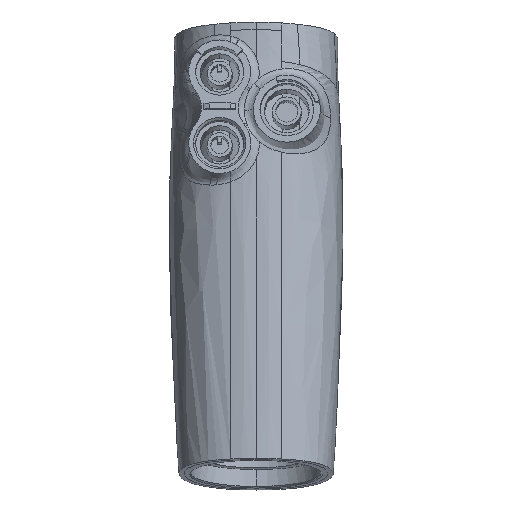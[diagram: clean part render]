
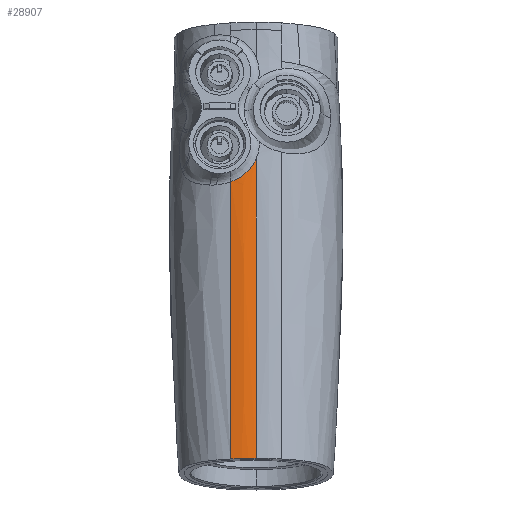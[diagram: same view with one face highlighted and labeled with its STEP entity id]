
A CAD part, left-side view. The second image highlights one B-rep face of the part: STEP entity #28907.
In plain terms, the highlighted free-form (B-spline) face has degree [3, 3] with [6, 9] control points.
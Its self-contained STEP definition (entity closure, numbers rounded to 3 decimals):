
#6446=CARTESIAN_POINT('',(-31.732,5.677,
-6.968));
#6456=CARTESIAN_POINT('',(-43.916,5.677,
-69.264));
#6457=CARTESIAN_POINT('',(-43.794,5.677,
-68.608));
#6458=CARTESIAN_POINT('',(-43.039,5.677,
-64.548));
#6459=CARTESIAN_POINT('',(-41.251,5.677,
-54.999));
#6460=CARTESIAN_POINT('',(-38.511,5.677,
-40.625));
#6461=CARTESIAN_POINT('',(-35.826,5.677,
-26.923));
#6462=CARTESIAN_POINT('',(-33.613,5.677,
-15.974));
#6463=CARTESIAN_POINT('',(-32.423,5.677,
-10.237));
#6464=CARTESIAN_POINT('',(-31.789,5.677,
-7.237));
#6465=CARTESIAN_POINT('',(-31.732,5.677,
-6.968));
#11255=CARTESIAN_POINT('',(-31.226,-0.012,
-1.855));
#11256=CARTESIAN_POINT('',(-31.351,0.235,
-2.433));
#11257=CARTESIAN_POINT('',(-31.587,0.866,
-3.564));
#11258=CARTESIAN_POINT('',(-31.838,2.18,
-5.038));
#11259=CARTESIAN_POINT('',(-31.903,3.556,
-6.009));
#11260=CARTESIAN_POINT('',(-31.846,4.744,
-6.612));
#11261=CARTESIAN_POINT('',(-31.776,5.37,
-6.86));
#11262=CARTESIAN_POINT('',(-31.732,5.677,
-6.968));
#11267=CARTESIAN_POINT('',(-44.567,-0.012,
-69.125));
#11268=CARTESIAN_POINT('',(-44.444,-0.012,
-68.475));
#11269=CARTESIAN_POINT('',(-43.678,-0.012,
-64.423));
#11270=CARTESIAN_POINT('',(-41.864,-0.012,
-54.883));
#11271=CARTESIAN_POINT('',(-39.094,-0.012,
-40.512));
#11272=CARTESIAN_POINT('',(-36.39,-0.012,
-26.811));
#11273=CARTESIAN_POINT('',(-34.171,-0.012,
-15.86));
#11274=CARTESIAN_POINT('',(-32.635,-0.012,
-8.454));
#11275=CARTESIAN_POINT('',(-31.642,-0.012,
-3.787));
#11276=CARTESIAN_POINT('',(-31.226,-0.012,
-1.855));
#11281=CARTESIAN_POINT('',(-43.916,5.677,
-69.264));
#11282=CARTESIAN_POINT('',(-44.053,5.103,
-69.235));
#11283=CARTESIAN_POINT('',(-44.285,3.917,
-69.185));
#11284=CARTESIAN_POINT('',(-44.51,2.015,
-69.137));
#11285=CARTESIAN_POINT('',(-44.567,0.676,
-69.125));
#11286=CARTESIAN_POINT('',(-44.567,-0.012,
-69.125));
#15164=VERTEX_POINT('',#6446);
#15171=VERTEX_POINT('',#11255);
#15363=VERTEX_POINT('',#11281);
#15364=VERTEX_POINT('',#11286);
#28846=CARTESIAN_POINT('',(-31.082,-0.094,
-1.184));
#28847=CARTESIAN_POINT('',(-31.547,-0.094,
-3.34));
#28848=CARTESIAN_POINT('',(-32.589,-0.093,
-8.23));
#28849=CARTESIAN_POINT('',(-34.171,-0.093,
-15.86));
#28850=CARTESIAN_POINT('',(-36.39,-0.093,
-26.811));
#28851=CARTESIAN_POINT('',(-39.094,-0.092,
-40.512));
#28852=CARTESIAN_POINT('',(-42.033,-0.092,
-55.763));
#28853=CARTESIAN_POINT('',(-43.888,-0.092,
-65.533));
#28854=CARTESIAN_POINT('',(-44.697,-0.092,
-69.816));
#28855=CARTESIAN_POINT('',(-31.082,-0.066,
-1.184));
#28856=CARTESIAN_POINT('',(-31.547,-0.066,
-3.34));
#28857=CARTESIAN_POINT('',(-32.589,-0.066,
-8.23));
#28858=CARTESIAN_POINT('',(-34.171,-0.066,
-15.86));
#28859=CARTESIAN_POINT('',(-36.39,-0.066,
-26.811));
#28860=CARTESIAN_POINT('',(-39.094,-0.065,
-40.512));
#28861=CARTESIAN_POINT('',(-42.033,-0.065,
-55.763));
#28862=CARTESIAN_POINT('',(-43.888,-0.065,
-65.533));
#28863=CARTESIAN_POINT('',(-44.697,-0.065,
-69.816));
#28864=CARTESIAN_POINT('',(-31.083,0.912,
-1.184));
#28865=CARTESIAN_POINT('',(-31.549,0.911,
-3.34));
#28866=CARTESIAN_POINT('',(-32.59,0.909,
-8.23));
#28867=CARTESIAN_POINT('',(-34.172,0.906,
-15.86));
#28868=CARTESIAN_POINT('',(-36.391,0.901,
-26.811));
#28869=CARTESIAN_POINT('',(-39.095,0.896,
-40.512));
#28870=CARTESIAN_POINT('',(-42.035,0.891,
-55.762));
#28871=CARTESIAN_POINT('',(-43.89,0.89,
-65.533));
#28872=CARTESIAN_POINT('',(-44.699,0.889,
-69.816));
#28873=CARTESIAN_POINT('',(-30.992,2.867,
-1.203));
#28874=CARTESIAN_POINT('',(-31.458,2.864,
-3.359));
#28875=CARTESIAN_POINT('',(-32.5,2.858,
-8.249));
#28876=CARTESIAN_POINT('',(-34.083,2.848,
-15.878));
#28877=CARTESIAN_POINT('',(-36.301,2.834,
-26.829));
#28878=CARTESIAN_POINT('',(-39.002,2.817,
-40.53));
#28879=CARTESIAN_POINT('',(-41.937,2.803,
-55.781));
#28880=CARTESIAN_POINT('',(-43.788,2.798,
-65.552));
#28881=CARTESIAN_POINT('',(-44.594,2.797,
-69.835));
#28882=CARTESIAN_POINT('',(-30.708,4.792,
-1.265));
#28883=CARTESIAN_POINT('',(-31.175,4.791,
-3.42));
#28884=CARTESIAN_POINT('',(-32.218,4.789,
-8.308));
#28885=CARTESIAN_POINT('',(-33.801,4.785,
-15.936));
#28886=CARTESIAN_POINT('',(-36.016,4.78,
-26.885));
#28887=CARTESIAN_POINT('',(-38.708,4.774,
-40.587));
#28888=CARTESIAN_POINT('',(-41.627,4.77,
-55.839));
#28889=CARTESIAN_POINT('',(-43.464,4.769,
-65.612));
#28890=CARTESIAN_POINT('',(-44.264,4.769,
-69.897));
#28891=CARTESIAN_POINT('',(-30.503,5.755,
-1.31));
#28892=CARTESIAN_POINT('',(-30.97,5.755,
-3.464));
#28893=CARTESIAN_POINT('',(-32.015,5.755,
-8.351));
#28894=CARTESIAN_POINT('',(-33.597,5.755,
-15.978));
#28895=CARTESIAN_POINT('',(-35.809,5.756,
-26.926));
#28896=CARTESIAN_POINT('',(-38.494,5.756,
-40.628));
#28897=CARTESIAN_POINT('',(-41.401,5.756,
-55.882));
#28898=CARTESIAN_POINT('',(-43.227,5.757,
-65.656));
#28899=CARTESIAN_POINT('',(-44.022,5.757,
-69.942));
#28900=B_SPLINE_SURFACE_WITH_KNOTS('',3,3,((#28846,#28847,#28848,#28849,#28850,
#28851,#28852,#28853,#28854),(#28855,#28856,#28857,#28858,#28859,#28860,#28861,
#28862,#28863),(#28864,#28865,#28866,#28867,#28868,#28869,#28870,#28871,#28872),
(#28873,#28874,#28875,#28876,#28877,#28878,#28879,#28880,#28881),(#28882,#28883,
#28884,#28885,#28886,#28887,#28888,#28889,#28890),(#28891,#28892,#28893,#28894,
#28895,#28896,#28897,#28898,#28899)),.UNSPECIFIED.,.F.,.F.,.F.,(4,1,1,4),(4,1,1,
1,1,1,4),(5.567,5.648,8.472,11.374),(
43.651,50.265,58.642,67.019,
83.774,100.529,113.605),.UNSPECIFIED.);
#28901=ORIENTED_EDGE('',*,*,#19760,.T.);
#28902=ORIENTED_EDGE('',*,*,#27215,.F.);
#28903=ORIENTED_EDGE('',*,*,#28833,.F.);
#28904=ORIENTED_EDGE('',*,*,#17681,.F.);
#28905=EDGE_LOOP('',(#28901,#28902,#28903,#28904));
#28906=FACE_OUTER_BOUND('',#28905,.F.);
#6466=B_SPLINE_CURVE_WITH_KNOTS('',3,(#6456,#6457,#6458,#6459,#6460,#6461,#6462,
#6463,#6464,#6465),.UNSPECIFIED.,.F.,.F.,(4,1,1,1,1,1,1,4),(0.,
0.032,0.195,0.459,0.723,
0.855,0.987,1.),.UNSPECIFIED.);
#11263=B_SPLINE_CURVE_WITH_KNOTS('',3,(#11255,#11256,#11257,#11258,#11259,
#11260,#11261,#11262),.UNSPECIFIED.,.F.,.F.,(4,1,1,1,1,4),(0.,
0.242,0.495,0.747,0.874,1.),
.UNSPECIFIED.);
#11277=B_SPLINE_CURVE_WITH_KNOTS('',3,(#11267,#11268,#11269,#11270,#11271,
#11272,#11273,#11274,#11275,#11276),.UNSPECIFIED.,.F.,.F.,(4,1,1,1,1,1,1,4),(
0.,0.029,0.18,0.425,0.669,
0.791,0.914,1.),.UNSPECIFIED.);
#11287=B_SPLINE_CURVE_WITH_KNOTS('',3,(#11281,#11282,#11283,#11284,#11285,
#11286),.UNSPECIFIED.,.F.,.F.,(4,1,1,4),(0.,0.333,
0.667,1.),.UNSPECIFIED.);
#17681=EDGE_CURVE('',#15363,#15364,#11287,.T.);
#19760=EDGE_CURVE('',#15363,#15164,#6466,.T.);
#27215=EDGE_CURVE('',#15171,#15164,#11263,.T.);
#28833=EDGE_CURVE('',#15364,#15171,#11277,.T.);
#28907=ADVANCED_FACE('',(#28906),#28900,.T.);
